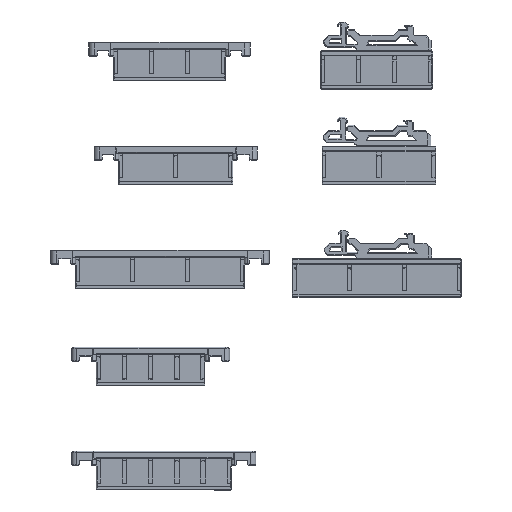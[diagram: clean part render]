
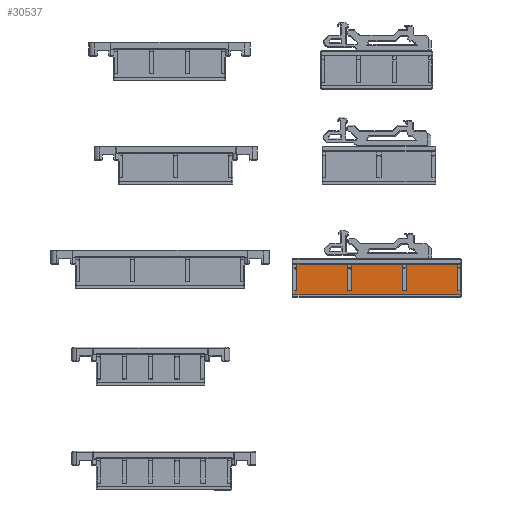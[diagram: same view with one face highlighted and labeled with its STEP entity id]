
A CAD part, top view. The second image highlights one B-rep face of the part: STEP entity #30537.
In plain terms, the highlighted planar face has unit normal (0, 0, 1).
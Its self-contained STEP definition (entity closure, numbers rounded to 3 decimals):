
#859=FACE_OUTER_BOUND('',#2672,.T.);
#2672=EDGE_LOOP('',(#21049,#21050,#21051,#21052,#21053,#21054,#21055,#21056,
#21057,#21058,#21059,#21060,#21061,#21062,#21063,#21064));
#4875=LINE('',#44039,#8996);
#4879=LINE('',#44048,#9000);
#4891=LINE('',#44071,#9012);
#4892=LINE('',#44074,#9013);
#4893=LINE('',#44076,#9014);
#4894=LINE('',#44078,#9015);
#4895=LINE('',#44080,#9016);
#4896=LINE('',#44082,#9017);
#4897=LINE('',#44084,#9018);
#4898=LINE('',#44086,#9019);
#4899=LINE('',#44088,#9020);
#4900=LINE('',#44090,#9021);
#4901=LINE('',#44092,#9022);
#4902=LINE('',#44094,#9023);
#4903=LINE('',#44096,#9024);
#4904=LINE('',#44097,#9025);
#8996=VECTOR('',#35542,10.);
#9000=VECTOR('',#35552,10.);
#9012=VECTOR('',#35578,1000.);
#9013=VECTOR('',#35581,1000.);
#9014=VECTOR('',#35582,1000.);
#9015=VECTOR('',#35583,1000.);
#9016=VECTOR('',#35584,1000.);
#9017=VECTOR('',#35585,1000.);
#9018=VECTOR('',#35586,1000.);
#9019=VECTOR('',#35587,1000.);
#9020=VECTOR('',#35588,1000.);
#9021=VECTOR('',#35589,1000.);
#9022=VECTOR('',#35590,1000.);
#9023=VECTOR('',#35591,1000.);
#9024=VECTOR('',#35592,1000.);
#9025=VECTOR('',#35593,1000.);
#12906=VERTEX_POINT('',#43846);
#12972=VERTEX_POINT('',#43995);
#12983=VERTEX_POINT('',#44031);
#12986=VERTEX_POINT('',#44047);
#12991=VERTEX_POINT('',#44073);
#12992=VERTEX_POINT('',#44075);
#12993=VERTEX_POINT('',#44077);
#12994=VERTEX_POINT('',#44079);
#12995=VERTEX_POINT('',#44081);
#12996=VERTEX_POINT('',#44083);
#12997=VERTEX_POINT('',#44085);
#12998=VERTEX_POINT('',#44087);
#12999=VERTEX_POINT('',#44089);
#13000=VERTEX_POINT('',#44091);
#13001=VERTEX_POINT('',#44093);
#13002=VERTEX_POINT('',#44095);
#15917=EDGE_CURVE('',#12906,#12983,#4875,.T.);
#15921=EDGE_CURVE('',#12986,#12972,#4879,.T.);
#15933=EDGE_CURVE('',#12972,#12906,#4891,.T.);
#15934=EDGE_CURVE('',#12986,#12991,#4892,.T.);
#15935=EDGE_CURVE('',#12992,#12991,#4893,.T.);
#15936=EDGE_CURVE('',#12992,#12993,#4894,.T.);
#15937=EDGE_CURVE('',#12993,#12994,#4895,.T.);
#15938=EDGE_CURVE('',#12994,#12995,#4896,.T.);
#15939=EDGE_CURVE('',#12996,#12995,#4897,.T.);
#15940=EDGE_CURVE('',#12996,#12997,#4898,.T.);
#15941=EDGE_CURVE('',#12997,#12998,#4899,.T.);
#15942=EDGE_CURVE('',#12998,#12999,#4900,.T.);
#15943=EDGE_CURVE('',#13000,#12999,#4901,.T.);
#15944=EDGE_CURVE('',#13000,#13001,#4902,.T.);
#15945=EDGE_CURVE('',#13001,#13002,#4903,.T.);
#15946=EDGE_CURVE('',#13002,#12983,#4904,.T.);
#21049=ORIENTED_EDGE('',*,*,#15921,.F.);
#21050=ORIENTED_EDGE('',*,*,#15934,.T.);
#21051=ORIENTED_EDGE('',*,*,#15935,.F.);
#21052=ORIENTED_EDGE('',*,*,#15936,.T.);
#21053=ORIENTED_EDGE('',*,*,#15937,.T.);
#21054=ORIENTED_EDGE('',*,*,#15938,.T.);
#21055=ORIENTED_EDGE('',*,*,#15939,.F.);
#21056=ORIENTED_EDGE('',*,*,#15940,.T.);
#21057=ORIENTED_EDGE('',*,*,#15941,.T.);
#21058=ORIENTED_EDGE('',*,*,#15942,.T.);
#21059=ORIENTED_EDGE('',*,*,#15943,.F.);
#21060=ORIENTED_EDGE('',*,*,#15944,.T.);
#21061=ORIENTED_EDGE('',*,*,#15945,.T.);
#21062=ORIENTED_EDGE('',*,*,#15946,.T.);
#21063=ORIENTED_EDGE('',*,*,#15917,.F.);
#21064=ORIENTED_EDGE('',*,*,#15933,.F.);
#28858=PLANE('',#32521);
#30537=ADVANCED_FACE('',(#859),#28858,.T.);
#32521=AXIS2_PLACEMENT_3D('',#44072,#35579,#35580);
#35542=DIRECTION('',(0.,1.,0.));
#35552=DIRECTION('',(0.,-1.,0.));
#35578=DIRECTION('',(-1.,0.,0.));
#35579=DIRECTION('center_axis',(0.,0.,
1.));
#35580=DIRECTION('ref_axis',(0.,-1.,0.));
#35581=DIRECTION('',(-1.,0.,0.));
#35582=DIRECTION('',(0.,-1.,0.));
#35583=DIRECTION('',(-1.,0.,0.));
#35584=DIRECTION('',(0.,-1.,0.));
#35585=DIRECTION('',(-1.,0.,0.));
#35586=DIRECTION('',(0.,-1.,0.));
#35587=DIRECTION('',(-1.,0.,0.));
#35588=DIRECTION('',(0.,-1.,0.));
#35589=DIRECTION('',(-1.,0.,0.));
#35590=DIRECTION('',(0.,-1.,0.));
#35591=DIRECTION('',(-1.,0.,0.));
#35592=DIRECTION('',(0.,-1.,0.));
#35593=DIRECTION('',(-1.,0.,0.));
#43846=CARTESIAN_POINT('',(-38.35,29.65,4.));
#43995=CARTESIAN_POINT('',(58.25,29.65,4.));
#44031=CARTESIAN_POINT('',(-38.35,31.65,4.));
#44039=CARTESIAN_POINT('',(-38.35,29.15,4.));
#44047=CARTESIAN_POINT('',(58.25,31.65,4.));
#44048=CARTESIAN_POINT('',(58.25,34.713,4.));
#44071=CARTESIAN_POINT('',(37.601,29.65,4.));
#44072=CARTESIAN_POINT('Origin',(62.301,30.65,4.));
#44073=CARTESIAN_POINT('',(56.65,31.65,4.));
#44074=CARTESIAN_POINT('',(91.501,31.65,4.));
#44075=CARTESIAN_POINT('',(56.65,47.9,4.));
#44076=CARTESIAN_POINT('',(56.65,47.9,4.));
#44077=CARTESIAN_POINT('',(26.85,47.9,4.));
#44078=CARTESIAN_POINT('',(95.601,47.9,4.));
#44079=CARTESIAN_POINT('',(26.85,31.65,4.));
#44080=CARTESIAN_POINT('',(26.85,47.9,4.));
#44081=CARTESIAN_POINT('',(24.85,31.65,4.));
#44082=CARTESIAN_POINT('',(80.451,31.65,4.));
#44083=CARTESIAN_POINT('',(24.85,47.9,4.));
#44084=CARTESIAN_POINT('',(24.85,47.9,4.));
#44085=CARTESIAN_POINT('',(-4.95,47.9,4.));
#44086=CARTESIAN_POINT('',(63.801,47.9,4.));
#44087=CARTESIAN_POINT('',(-4.95,31.65,4.));
#44088=CARTESIAN_POINT('',(-4.95,47.9,4.));
#44089=CARTESIAN_POINT('',(-6.95,31.65,4.));
#44090=CARTESIAN_POINT('',(48.651,31.65,4.));
#44091=CARTESIAN_POINT('',(-6.95,47.9,4.));
#44092=CARTESIAN_POINT('',(-6.95,47.9,4.));
#44093=CARTESIAN_POINT('',(-36.75,47.9,4.));
#44094=CARTESIAN_POINT('',(48.651,47.9,4.));
#44095=CARTESIAN_POINT('',(-36.75,31.65,4.));
#44096=CARTESIAN_POINT('',(-36.75,47.9,4.));
#44097=CARTESIAN_POINT('',(37.601,31.65,4.));
